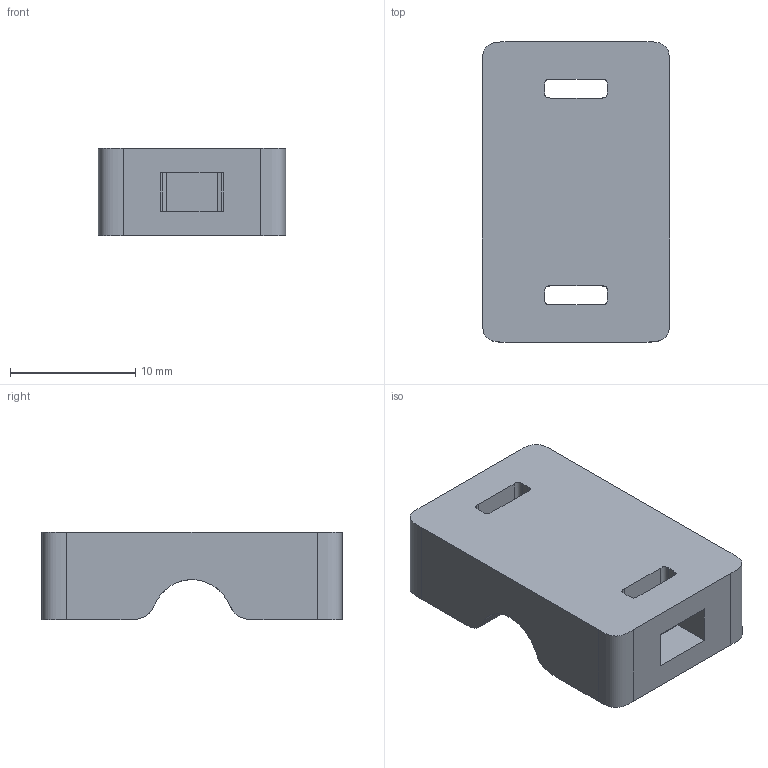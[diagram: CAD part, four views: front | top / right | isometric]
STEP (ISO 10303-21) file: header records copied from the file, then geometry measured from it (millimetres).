
FILE_DESCRIPTION(/* description */ (''),/* implementation_level */ '2;1');
FILE_NAME(/* name */ 'magnetHolderSpacer',/* time_stamp */ '2025-12-04T13:59:02+03:00',/* author */ (''),/* organization */ (''),/* preprocessor_version */ 'ST-DEVELOPER v16.5',/* originating_system */ 'Rhino 7.23',/* authorisation */ '');
FILE_SCHEMA (('CONFIG_CONTROL_DESIGN'));
Length unit declared in the file: millimetre
Products named in the file (1): Document
Bounding box: 15 x 24 x 7 mm (x, y, z)
Volume: 2057.9 mm3; surface area: 1435.2 mm2
Topology: 1 solids, 1 shells, 58 faces, 160 edges, 104 vertices
Faces by surface type: plane 41, bspline 16, cylinder 1
Entity records: 2112 total; most frequent: CARTESIAN_POINT 954, ORIENTED_EDGE 320, EDGE_CURVE 160, B_SPLINE_CURVE_WITH_KNOTS 158, VERTEX_POINT 104, EDGE_LOOP 66, ADVANCED_FACE 58, FACE_OUTER_BOUND 58
